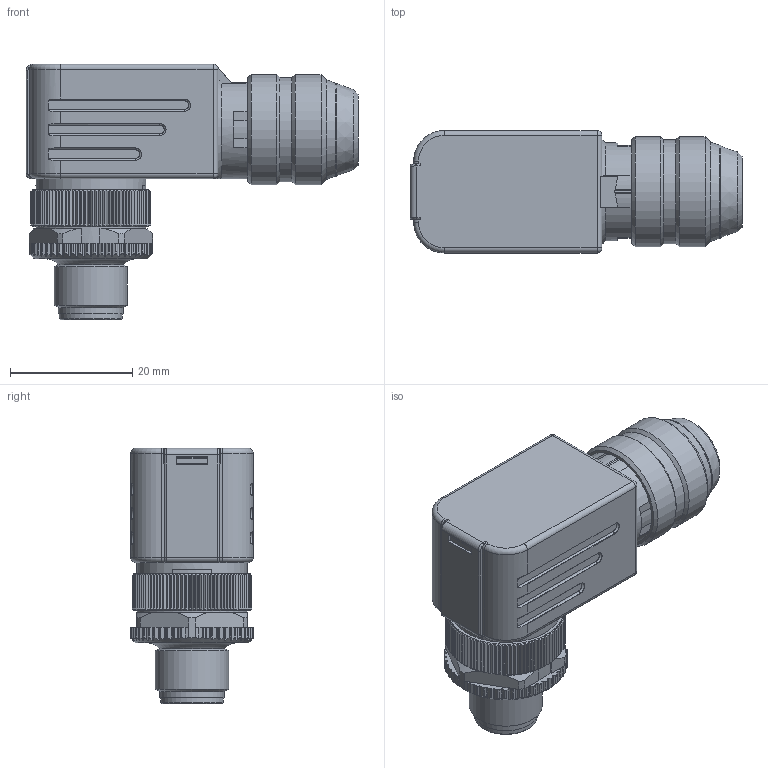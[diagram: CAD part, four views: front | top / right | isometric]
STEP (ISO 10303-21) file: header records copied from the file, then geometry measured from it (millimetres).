
FILE_DESCRIPTION(/* description */ (''),/* implementation_level */ '2;1');
FILE_NAME(/* name */ '99 1437 820 05 001_00.stp',/* time_stamp */ '2013-09-10T15:35:17+02:00',/* author */ (''),/* organization */ (''),/* preprocessor_version */ 'ST-DEVELOPER v14',/* originating_system */ 'SIEMENS PLM Software NX 8.0',/* authorisation */ '');
FILE_SCHEMA (('AP203_CONFIGURATION_CONTROLLED_3D_DESIGN_OF_MECHANICAL_PARTS_AND_ASSEMBLIES_MIM_LF { 1 0 10303 403 2 1 2}'));
Length unit declared in the file: millimetre
Products named in the file (1): cerl116483A2wk4h
Bounding box: 54.3 x 20.16 x 41.8 mm (x, y, z)
Volume: 20631.1 mm3; surface area: 6183.3 mm2
Topology: 1 solids, 1 shells, 932 faces, 2312 edges, 1389 vertices
Faces by surface type: plane 417, cylinder 272, cone 216, torus 16, sphere 9, bspline 2
Full cylindrical faces by diameter (mm): 1 x5, 10.3 x1, 10.6 x1, 12 x1, 15.188 x1, 16.1 x1, 17 x1, 17.988 x1, 18 x3
Entity records: 29054 total; most frequent: CARTESIAN_POINT 8034, ORIENTED_EDGE 4502, DIRECTION 4184, EDGE_CURVE 2251, AXIS2_PLACEMENT_3D 1633, VERTEX_POINT 1367, EDGE_LOOP 978, ADVANCED_FACE 932
